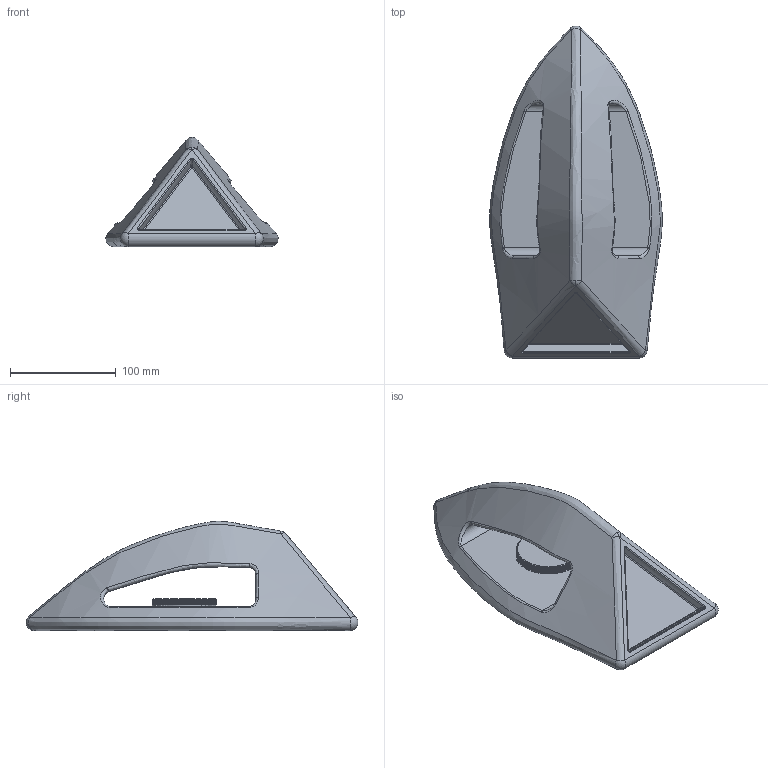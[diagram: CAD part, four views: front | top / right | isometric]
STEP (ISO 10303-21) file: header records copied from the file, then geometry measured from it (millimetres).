
FILE_DESCRIPTION(('HOOPS Exchange Step'),'2;1');
FILE_NAME('temp_export','2024-08-27T18:35:59+08:00',('sharma21'),('Shapr3D Limited'),'HOOPS Exchange 2024.2','Shapr3D','Authorized');
FILE_SCHEMA( ('AP242_MANAGED_MODEL_BASED_3D_ENGINEERING_MIM_LF {1 0 10303 442 1 1 4 }') );
Length unit declared in the file: millimetre
Products named in the file (1): root
Bounding box: 162.87 x 313.38 x 103.22 mm (x, y, z)
Volume: 1403849.4 mm3; surface area: 133021 mm2
Topology: 241 solids, 241 shells, 1499 faces, 3018 edges, 1995 vertices
Faces by surface type: plane 1447, bspline 27, cylinder 12, sphere 8, torus 5
Full cylindrical faces by diameter (mm): 60 x1
Entity records: 52096 total; most frequent: CARTESIAN_POINT 20866, ORIENTED_EDGE 6020, DIRECTION 5967, EDGE_CURVE 3010, VECTOR 2903, LINE 2903, VERTEX_POINT 1995, AXIS2_PLACEMENT_3D 1532
